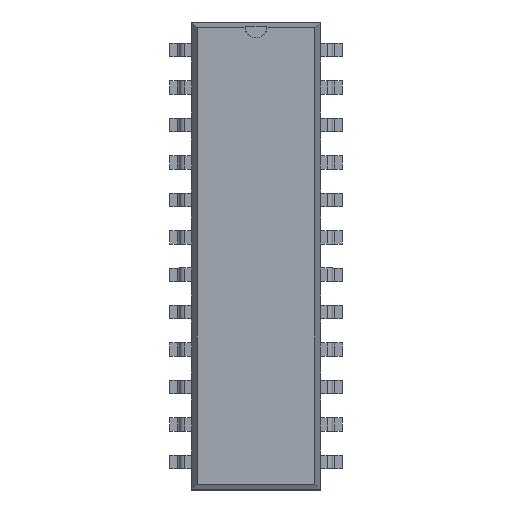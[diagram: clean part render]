
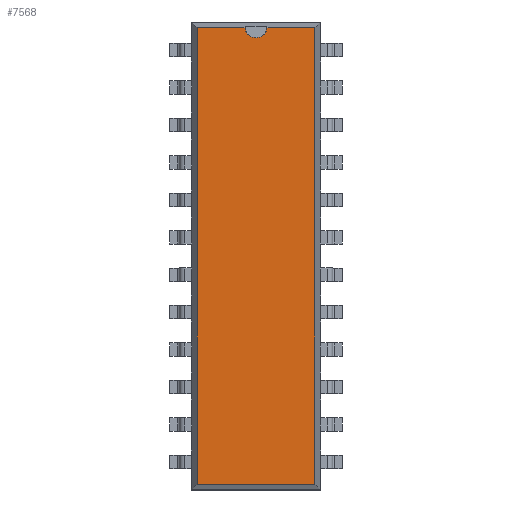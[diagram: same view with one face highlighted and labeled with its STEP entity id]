
A CAD part, top view. The second image highlights one B-rep face of the part: STEP entity #7568.
In plain terms, the highlighted planar face has unit normal (0, 0, 1).
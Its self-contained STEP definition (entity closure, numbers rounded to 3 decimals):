
#27=VECTOR('',#28,1.);
#28=DIRECTION('',(0.,1.,0.));
#34=VECTOR('',#35,1.);
#35=DIRECTION('',(-1.,0.,0.));
#41=VECTOR('',#42,1.);
#42=DIRECTION('',(0.,-1.,0.));
#46=VECTOR('',#47,1.);
#47=DIRECTION('',(1.,0.,0.));
#50=DIRECTION('',(0.,0.,-1.));
#1436=DIRECTION('',(0.,0.,-1.));
#5078=VERTEX_POINT('',#5079);
#5079=CARTESIAN_POINT('',(4.001,15.476,3.68));
#5081=ORIENTED_EDGE('',*,*,#5082,.F.);
#5082=EDGE_CURVE('',#5083,#5078,#5085,.T.);
#5083=VERTEX_POINT('',#5084);
#5084=CARTESIAN_POINT('',(4.001,-15.476,3.68));
#5085=LINE('',#5084,#27);
#6285=VERTEX_POINT('',#6286);
#6286=CARTESIAN_POINT('',(-4.001,15.476,3.68));
#6288=ORIENTED_EDGE('',*,*,#6289,.F.);
#6289=EDGE_CURVE('',#6290,#6285,#6292,.T.);
#6290=VERTEX_POINT('',#6291);
#6291=CARTESIAN_POINT('',(-0.746,15.476,3.68));
#6292=LINE('',#5079,#34);
#6311=VERTEX_POINT('',#6312);
#6312=CARTESIAN_POINT('',(0.746,15.476,3.68));
#6318=ORIENTED_EDGE('',*,*,#6319,.F.);
#6319=EDGE_CURVE('',#5078,#6311,#6292,.T.);
#6363=VERTEX_POINT('',#6364);
#6364=CARTESIAN_POINT('',(-4.001,-15.476,3.68));
#6366=ORIENTED_EDGE('',*,*,#6367,.F.);
#6367=EDGE_CURVE('',#6285,#6363,#6368,.T.);
#6368=LINE('',#6286,#41);
#7563=ORIENTED_EDGE('',*,*,#7564,.F.);
#7564=EDGE_CURVE('',#6363,#5083,#7565,.T.);
#7565=LINE('',#6364,#46);
#7568=ADVANCED_FACE('',(#7569),#7580,.F.);
#7569=FACE_BOUND('',#7570,.F.);
#7570=EDGE_LOOP('',(#5081,#7563,#6366,#6288,#7571,#7578,#6318));
#7571=ORIENTED_EDGE('',*,*,#7572,.F.);
#7572=EDGE_CURVE('',#7573,#6290,#7575,.T.);
#7573=VERTEX_POINT('',#7574);
#7574=CARTESIAN_POINT('',(0.,14.801,3.68));
#7575=CIRCLE('',#7576,0.75);
#7576=AXIS2_PLACEMENT_3D('',#7577,#1436,#42);
#7577=CARTESIAN_POINT('',(0.,15.551,3.68));
#7578=ORIENTED_EDGE('',*,*,#7579,.F.);
#7579=EDGE_CURVE('',#6311,#7573,#7575,.T.);
#7580=PLANE('',#7581);
#7581=AXIS2_PLACEMENT_3D('',#5084,#50,#7582);
#7582=DIRECTION('',(-0.25,0.968,0.));
